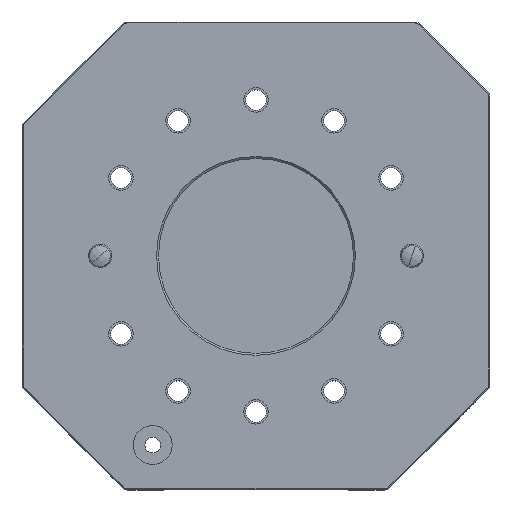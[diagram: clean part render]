
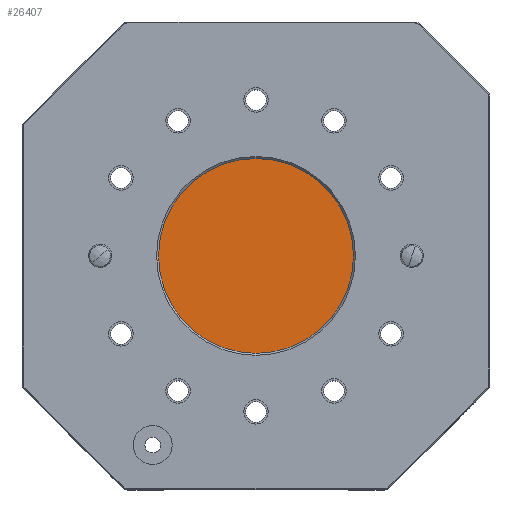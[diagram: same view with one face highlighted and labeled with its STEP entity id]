
A CAD part, top view. The second image highlights one B-rep face of the part: STEP entity #26407.
In plain terms, the highlighted planar face has unit normal (0, 0, 1).
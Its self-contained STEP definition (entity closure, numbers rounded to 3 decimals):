
#1053 = EDGE_LOOP ( 'NONE', ( #18800, #20992 ) ) ;
#2051 = DIRECTION ( 'NONE',  ( 1., 0., 0. ) ) ;
#5035 = CARTESIAN_POINT ( 'NONE',  ( 0., 0., 41.5 ) ) ;
#5413 = DIRECTION ( 'NONE',  ( 1., 0., 0. ) ) ;
#12190 = CARTESIAN_POINT ( 'NONE',  ( 50., 0., 41.5 ) ) ;
#13716 = AXIS2_PLACEMENT_3D ( 'NONE', #5035, #43415, #2051 ) ;
#14033 = VERTEX_POINT ( 'NONE', #22647 ) ;
#14450 = DIRECTION ( 'NONE',  ( 1., 0., 0. ) ) ;
#16075 = CIRCLE ( 'NONE', #21883, 50. ) ;
#18800 = ORIENTED_EDGE ( 'NONE', *, *, #34416, .T. ) ;
#19741 = AXIS2_PLACEMENT_3D ( 'NONE', #32406, #26225, #5413 ) ;
#20992 = ORIENTED_EDGE ( 'NONE', *, *, #34679, .T. ) ;
#21883 = AXIS2_PLACEMENT_3D ( 'NONE', #31806, #38882, #14450 ) ;
#22647 = CARTESIAN_POINT ( 'NONE',  ( -50., 0., 41.5 ) ) ;
#26225 = DIRECTION ( 'NONE',  ( 0., 0., 1. ) ) ;
#26407 = ADVANCED_FACE ( 'NONE', ( #42529 ), #32490, .T. ) ;
#31071 = VERTEX_POINT ( 'NONE', #12190 ) ;
#31806 = CARTESIAN_POINT ( 'NONE',  ( 0., 0., 41.5 ) ) ;
#32406 = CARTESIAN_POINT ( 'NONE',  ( 0., 0., 41.5 ) ) ;
#32490 = PLANE ( 'NONE',  #13716 ) ;
#33604 = CIRCLE ( 'NONE', #19741, 50. ) ;
#34416 = EDGE_CURVE ( 'NONE', #31071, #14033, #16075, .T. ) ;
#34679 = EDGE_CURVE ( 'NONE', #14033, #31071, #33604, .T. ) ;
#38882 = DIRECTION ( 'NONE',  ( 0., 0., 1. ) ) ;
#42529 = FACE_OUTER_BOUND ( 'NONE', #1053, .T. ) ;
#43415 = DIRECTION ( 'NONE',  ( 0., 0., 1. ) ) ;
